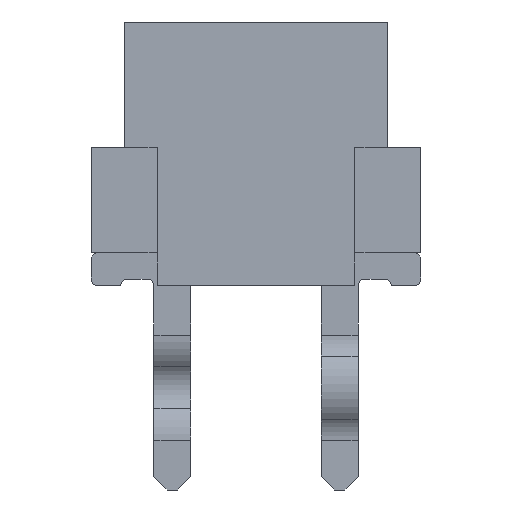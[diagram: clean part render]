
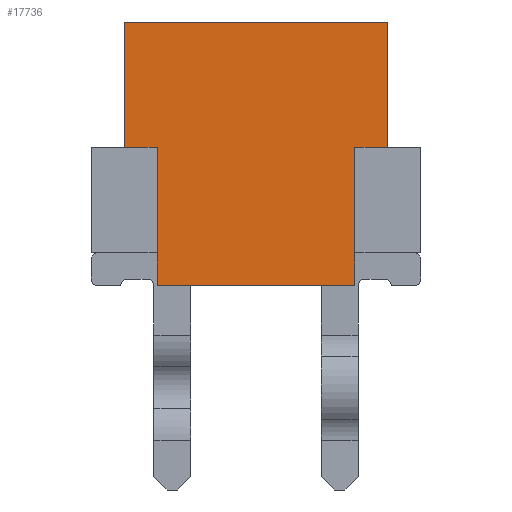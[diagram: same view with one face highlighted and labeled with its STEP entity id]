
A CAD part, front view. The second image highlights one B-rep face of the part: STEP entity #17736.
In plain terms, the highlighted face is planar.
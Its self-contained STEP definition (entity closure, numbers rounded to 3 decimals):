
#413=PLANE('',#18749);
#1660=LINE('',#25397,#3220);
#1705=LINE('',#25497,#3265);
#1807=LINE('',#25708,#3367);
#1830=LINE('',#25752,#3390);
#1840=LINE('',#25772,#3400);
#1844=LINE('',#25780,#3404);
#1846=LINE('',#25783,#3406);
#1847=LINE('',#25785,#3407);
#1848=LINE('',#25787,#3408);
#1849=LINE('',#25789,#3409);
#3220=VECTOR('',#21589,1000.);
#3265=VECTOR('',#21684,1000.);
#3367=VECTOR('',#21862,1000.);
#3390=VECTOR('',#21893,1000.);
#3400=VECTOR('',#21913,1000.);
#3404=VECTOR('',#21919,1000.);
#3406=VECTOR('',#21923,1000.);
#3407=VECTOR('',#21926,1000.);
#3408=VECTOR('',#21927,1000.);
#3409=VECTOR('',#21928,1000.);
#6596=ORIENTED_EDGE('',*,*,#9001,.F.);
#6597=ORIENTED_EDGE('',*,*,#9126,.F.);
#6598=ORIENTED_EDGE('',*,*,#9142,.F.);
#6599=ORIENTED_EDGE('',*,*,#9103,.F.);
#6600=ORIENTED_EDGE('',*,*,#9143,.F.);
#6601=ORIENTED_EDGE('',*,*,#9144,.F.);
#6602=ORIENTED_EDGE('',*,*,#9145,.F.);
#6603=ORIENTED_EDGE('',*,*,#9136,.F.);
#6604=ORIENTED_EDGE('',*,*,#9140,.F.);
#6605=ORIENTED_EDGE('',*,*,#8954,.F.);
#8954=EDGE_CURVE('',#10377,#9543,#1660,.T.);
#9001=EDGE_CURVE('',#10399,#10377,#1705,.T.);
#9103=EDGE_CURVE('',#10470,#10471,#1807,.T.);
#9126=EDGE_CURVE('',#9674,#10399,#1830,.T.);
#9136=EDGE_CURVE('',#10492,#10493,#1840,.T.);
#9140=EDGE_CURVE('',#9543,#10492,#1844,.T.);
#9142=EDGE_CURVE('',#10471,#9674,#1846,.T.);
#9143=EDGE_CURVE('',#10496,#10470,#1847,.T.);
#9144=EDGE_CURVE('',#10497,#10496,#1848,.T.);
#9145=EDGE_CURVE('',#10493,#10497,#1849,.T.);
#9543=VERTEX_POINT('',#22865);
#9674=VERTEX_POINT('',#23259);
#10377=VERTEX_POINT('',#25396);
#10399=VERTEX_POINT('',#25496);
#10470=VERTEX_POINT('',#25707);
#10471=VERTEX_POINT('',#25709);
#10492=VERTEX_POINT('',#25771);
#10493=VERTEX_POINT('',#25773);
#10496=VERTEX_POINT('',#25786);
#10497=VERTEX_POINT('',#25788);
#11495=EDGE_LOOP('',(#6596,#6597,#6598,#6599,#6600,#6601,#6602,#6603,#6604,
#6605));
#12189=FACE_BOUND('',#11495,.T.);
#17736=ADVANCED_FACE('',(#12189),#413,.F.);
#18749=AXIS2_PLACEMENT_3D('',#25784,#21924,#21925);
#21589=DIRECTION('',(0.,0.,1.));
#21684=DIRECTION('',(0.,-1.,0.));
#21862=DIRECTION('',(0.,-1.,0.));
#21893=DIRECTION('',(0.,0.,-1.));
#21913=DIRECTION('',(0.,-1.,0.));
#21919=DIRECTION('',(0.,0.,1.));
#21923=DIRECTION('',(0.,0.,-1.));
#21924=DIRECTION('',(-1.,0.,0.));
#21925=DIRECTION('',(0.,0.,1.));
#21926=DIRECTION('',(0.,0.,-1.));
#21927=DIRECTION('',(0.,1.,0.));
#21928=DIRECTION('',(0.,0.,1.));
#22865=CARTESIAN_POINT('',(5.345,-1.5,-1.6));
#23259=CARTESIAN_POINT('',(5.345,1.5,-1.6));
#25396=CARTESIAN_POINT('',(5.345,-1.5,-2.1));
#25397=CARTESIAN_POINT('',(5.345,-1.5,-2.1));
#25496=CARTESIAN_POINT('',(5.345,1.5,-2.1));
#25497=CARTESIAN_POINT('',(5.345,1.5,-2.1));
#25707=CARTESIAN_POINT('',(5.345,2.,0.));
#25708=CARTESIAN_POINT('',(5.345,2.,0.));
#25709=CARTESIAN_POINT('',(5.345,1.5,0.));
#25752=CARTESIAN_POINT('',(5.345,1.5,0.));
#25771=CARTESIAN_POINT('',(5.345,-1.5,0.));
#25772=CARTESIAN_POINT('',(5.345,-1.5,0.));
#25773=CARTESIAN_POINT('',(5.345,-2.,0.));
#25780=CARTESIAN_POINT('',(5.345,-1.5,-2.1));
#25783=CARTESIAN_POINT('',(5.345,1.5,0.));
#25784=CARTESIAN_POINT('',(5.345,0.,0.));
#25785=CARTESIAN_POINT('',(5.345,2.,1.9));
#25786=CARTESIAN_POINT('',(5.345,2.,1.9));
#25787=CARTESIAN_POINT('',(5.345,-2.,1.9));
#25788=CARTESIAN_POINT('',(5.345,-2.,1.9));
#25789=CARTESIAN_POINT('',(5.345,-2.,0.));
